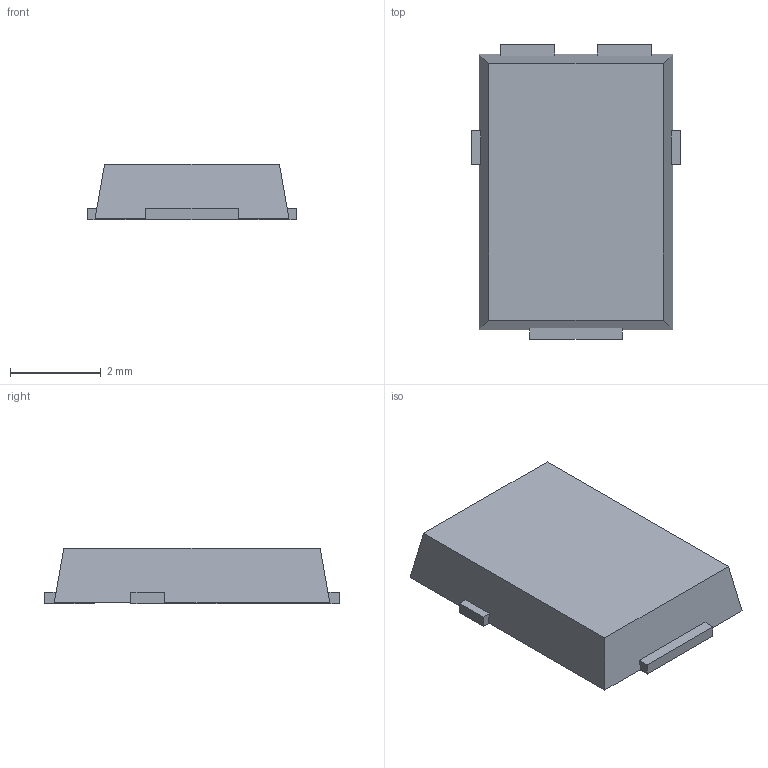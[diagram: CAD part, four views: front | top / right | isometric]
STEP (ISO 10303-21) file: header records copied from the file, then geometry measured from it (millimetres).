
FILE_DESCRIPTION(('FreeCAD Model'),'2;1');
FILE_NAME('TO_277A_sp.step','2018-01-29T11:11:51' ,('kicad StepUp'),('ksu MCAD'),'Open CASCADE STEP processor 7.1', 'FreeCAD','Unknown');
FILE_SCHEMA(('AUTOMOTIVE_DESIGN { 1 0 10303 214 1 1 1 1 }'));
Length unit declared in the file: millimetre
Products named in the file (1): TO_277A_sp
Bounding box: 4.6 x 6.5 x 1.22 mm (x, y, z)
Volume: 29.4 mm3; surface area: 75.7 mm2
Topology: 1 solids, 1 shells, 36 faces, 102 edges, 68 vertices
Faces by surface type: plane 36
Entity records: 1411 total; most frequent: CARTESIAN_POINT 207, ORIENTED_EDGE 204, DIRECTION 176, EDGE_CURVE 102, LINE 102, VECTOR 102, VERTEX_POINT 68, AXIS2_PLACEMENT_3D 37
